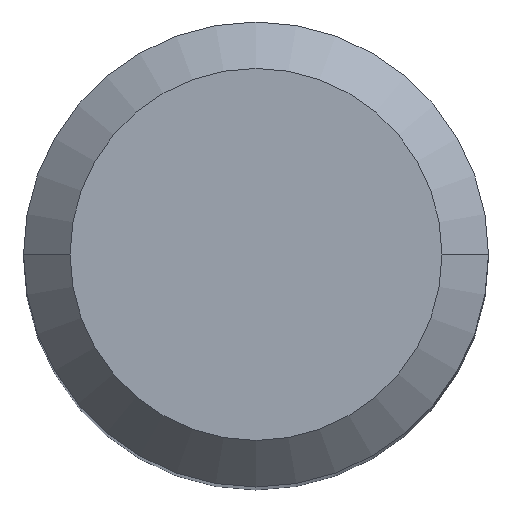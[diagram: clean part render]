
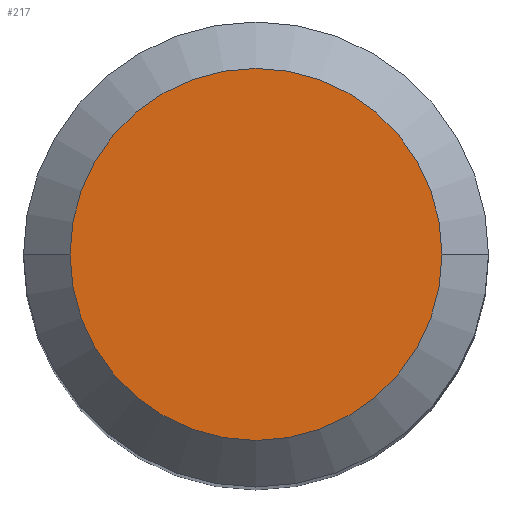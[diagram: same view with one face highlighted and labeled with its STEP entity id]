
A CAD part, top view. The second image highlights one B-rep face of the part: STEP entity #217.
In plain terms, the highlighted planar face has unit normal (0, 0, 1).
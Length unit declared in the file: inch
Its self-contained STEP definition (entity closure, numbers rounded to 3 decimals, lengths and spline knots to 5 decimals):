
#32 = ORIENTED_EDGE ( 'NONE', *, *, #53, .T. ) ;
#53 = EDGE_CURVE ( 'NONE', #407, #79, #157, .T. ) ;
#54 = CARTESIAN_POINT ( 'NONE',  ( 0.18896, 0., 0. ) ) ;
#79 = VERTEX_POINT ( 'NONE', #54 ) ;
#80 = DIRECTION ( 'NONE',  ( 0., 0., 1. ) ) ;
#99 = DIRECTION ( 'NONE',  ( 0., 0., 1. ) ) ;
#138 = AXIS2_PLACEMENT_3D ( 'NONE', #210, #80, #199 ) ;
#147 = CARTESIAN_POINT ( 'NONE',  ( 0., 0., 0. ) ) ;
#157 = CIRCLE ( 'NONE', #138, 0.18896 ) ;
#173 = DIRECTION ( 'NONE',  ( -1., 0., 0. ) ) ;
#199 = DIRECTION ( 'NONE',  ( 1., 0., 0. ) ) ;
#209 = PLANE ( 'NONE',  #263 ) ;
#210 = CARTESIAN_POINT ( 'NONE',  ( 0., 0., 0. ) ) ;
#211 = DIRECTION ( 'NONE',  ( 0., 0., -1. ) ) ;
#217 = ADVANCED_FACE ( 'NONE', ( #249 ), #209, .F. ) ;
#223 = DIRECTION ( 'NONE',  ( 1., 0., 0. ) ) ;
#241 = CIRCLE ( 'NONE', #453, 0.18896 ) ;
#249 = FACE_OUTER_BOUND ( 'NONE', #378, .T. ) ;
#263 = AXIS2_PLACEMENT_3D ( 'NONE', #466, #211, #173 ) ;
#345 = ORIENTED_EDGE ( 'NONE', *, *, #371, .T. ) ;
#371 = EDGE_CURVE ( 'NONE', #79, #407, #241, .T. ) ;
#378 = EDGE_LOOP ( 'NONE', ( #32, #345 ) ) ;
#393 = CARTESIAN_POINT ( 'NONE',  ( -0.18896, 0., 0. ) ) ;
#407 = VERTEX_POINT ( 'NONE', #393 ) ;
#453 = AXIS2_PLACEMENT_3D ( 'NONE', #147, #99, #223 ) ;
#466 = CARTESIAN_POINT ( 'NONE',  ( 0., 0., 0. ) ) ;
